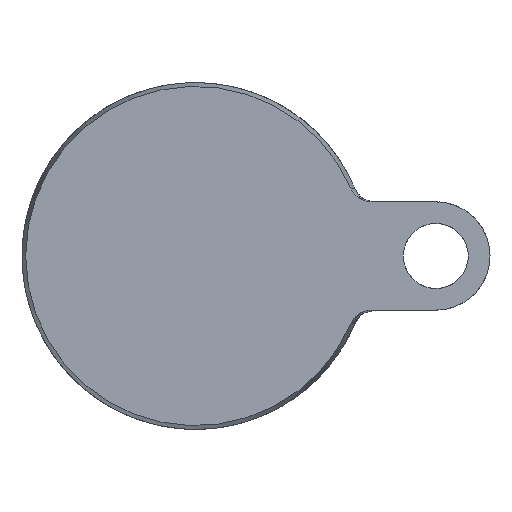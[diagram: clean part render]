
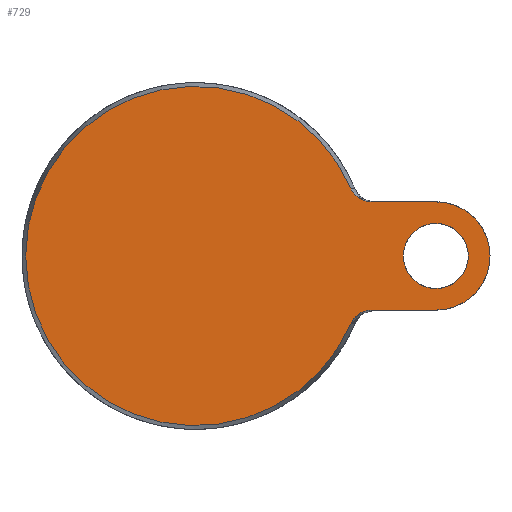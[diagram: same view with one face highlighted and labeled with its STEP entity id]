
A CAD part, front view. The second image highlights one B-rep face of the part: STEP entity #729.
In plain terms, the highlighted planar face has unit normal (0, -1, 0).
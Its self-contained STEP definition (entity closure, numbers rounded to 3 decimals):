
#3 = CARTESIAN_POINT ( 'NONE',  ( 36.124, 0., 15.081 ) ) ;
#19 = VERTEX_POINT ( 'NONE', #202 ) ;
#22 = EDGE_LOOP ( 'NONE', ( #414, #718, #652, #692, #448, #582 ) ) ;
#51 = CARTESIAN_POINT ( 'NONE',  ( 40.579, 0., 12.5 ) ) ;
#66 = EDGE_CURVE ( 'NONE', #19, #376, #1057, .T. ) ;
#82 = CARTESIAN_POINT ( 'NONE',  ( 40.085, 0., 12.5 ) ) ;
#86 = CARTESIAN_POINT ( 'NONE',  ( 36.124, 0., -15.081 ) ) ;
#88 = CARTESIAN_POINT ( 'NONE',  ( 38.897, 0., 12.778 ) ) ;
#133 = PLANE ( 'NONE',  #854 ) ;
#141 = CARTESIAN_POINT ( 'NONE',  ( 35.928, 0., -15.535 ) ) ;
#149 = CARTESIAN_POINT ( 'NONE',  ( 36.861, 0., 14.101 ) ) ;
#172 = DIRECTION ( 'NONE',  ( 0., 0., -1. ) ) ;
#177 = EDGE_CURVE ( 'NONE', #992, #19, #470, .T. ) ;
#202 = CARTESIAN_POINT ( 'NONE',  ( 55.5, 0., -12.5 ) ) ;
#233 = DIRECTION ( 'NONE',  ( 0., 1., 0. ) ) ;
#244 = CARTESIAN_POINT ( 'NONE',  ( 55.5, 0., 7.5 ) ) ;
#245 = CARTESIAN_POINT ( 'NONE',  ( 37.397, 0., -13.606 ) ) ;
#247 = CARTESIAN_POINT ( 'NONE',  ( 38.008, 0., 13.187 ) ) ;
#278 = EDGE_CURVE ( 'NONE', #411, #411, #938, .T. ) ;
#317 = CARTESIAN_POINT ( 'NONE',  ( -39.143, 0., 0. ) ) ;
#318 = DIRECTION ( 'NONE',  ( 0., 1., 0. ) ) ;
#336 = EDGE_CURVE ( 'NONE', #620, #760, #833, .T. ) ;
#365 = AXIS2_PLACEMENT_3D ( 'NONE', #842, #233, #755 ) ;
#373 = CARTESIAN_POINT ( 'NONE',  ( 15., 0., 12.5 ) ) ;
#376 = VERTEX_POINT ( 'NONE', #1116 ) ;
#411 = VERTEX_POINT ( 'NONE', #244 ) ;
#414 = ORIENTED_EDGE ( 'NONE', *, *, #493, .F. ) ;
#418 = CARTESIAN_POINT ( 'NONE',  ( 40.085, 0., -12.5 ) ) ;
#423 = CARTESIAN_POINT ( 'NONE',  ( 37.032, 0., 13.927 ) ) ;
#428 = CARTESIAN_POINT ( 'NONE',  ( 38.218, 0., -13.072 ) ) ;
#448 = ORIENTED_EDGE ( 'NONE', *, *, #66, .F. ) ;
#470 = CIRCLE ( 'NONE', #365, 12.5 ) ;
#473 = DIRECTION ( 'NONE',  ( 0., 1., 0. ) ) ;
#483 = FACE_BOUND ( 'NONE', #503, .T. ) ;
#491 = FACE_OUTER_BOUND ( 'NONE', #22, .T. ) ;
#493 = EDGE_CURVE ( 'NONE', #620, #992, #800, .T. ) ;
#500 = VECTOR ( 'NONE', #626, 1000. ) ;
#503 = EDGE_LOOP ( 'NONE', ( #1029 ) ) ;
#513 = CARTESIAN_POINT ( 'NONE',  ( 38., 0., -13.192 ) ) ;
#522 = AXIS2_PLACEMENT_3D ( 'NONE', #933, #318, #1081 ) ;
#525 = AXIS2_PLACEMENT_3D ( 'NONE', #959, #1066, #172 ) ;
#582 = ORIENTED_EDGE ( 'NONE', *, *, #177, .F. ) ;
#584 = CARTESIAN_POINT ( 'NONE',  ( 36.381, 0., -14.668 ) ) ;
#588 = CARTESIAN_POINT ( 'NONE',  ( 38.663, 0., -12.866 ) ) ;
#590 = CARTESIAN_POINT ( 'NONE',  ( 37.598, 0., 13.453 ) ) ;
#595 = CARTESIAN_POINT ( 'NONE',  ( 38.221, 0., 13.07 ) ) ;
#598 = CARTESIAN_POINT ( 'NONE',  ( 37.591, 0., -13.458 ) ) ;
#620 = VERTEX_POINT ( 'NONE', #51 ) ;
#626 = DIRECTION ( 'NONE',  ( -1., 0., 0. ) ) ;
#638 = VERTEX_POINT ( 'NONE', #141 ) ;
#652 = ORIENTED_EDGE ( 'NONE', *, *, #923, .T. ) ;
#686 = CARTESIAN_POINT ( 'NONE',  ( 35.928, 0., 15.535 ) ) ;
#690 = CARTESIAN_POINT ( 'NONE',  ( 39.592, 0., -12.572 ) ) ;
#692 = ORIENTED_EDGE ( 'NONE', *, *, #769, .T. ) ;
#718 = ORIENTED_EDGE ( 'NONE', *, *, #336, .T. ) ;
#729 = ADVANCED_FACE ( 'NONE', ( #491, #483 ), #133, .F. ) ;
#731 = DIRECTION ( 'NONE',  ( 0., 0., 1. ) ) ;
#755 = DIRECTION ( 'NONE',  ( 0., 0., -1. ) ) ;
#760 = VERTEX_POINT ( 'NONE', #1027 ) ;
#768 = CARTESIAN_POINT ( 'NONE',  ( 36.857, 0., -14.106 ) ) ;
#769 = EDGE_CURVE ( 'NONE', #638, #376, #929, .T. ) ;
#780 = CARTESIAN_POINT ( 'NONE',  ( 38.665, 0., 12.866 ) ) ;
#800 = LINE ( 'NONE', #373, #1045 ) ;
#833 = B_SPLINE_CURVE_WITH_KNOTS ( 'NONE', 3,
 ( #1028, #82, #949, #88, #780, #595, #247, #590, #863, #423, #149, #1037, #3, #686 ),
 .UNSPECIFIED., .F., .F.,
 ( 4, 2, 2, 2, 2, 2, 4 ),
 ( 0., 0.001, 0.002, 0.003, 0.004, 0.004, 0.006 ),
 .UNSPECIFIED. ) ;
#842 = CARTESIAN_POINT ( 'NONE',  ( 55.5, 0., 0. ) ) ;
#854 = AXIS2_PLACEMENT_3D ( 'NONE', #317, #473, #731 ) ;
#863 = CARTESIAN_POINT ( 'NONE',  ( 37.4, 0., 13.603 ) ) ;
#880 = DIRECTION ( 'NONE',  ( 1., 0., 0. ) ) ;
#900 = CARTESIAN_POINT ( 'NONE',  ( 15., 0., -12.5 ) ) ;
#923 = EDGE_CURVE ( 'NONE', #760, #638, #944, .T. ) ;
#929 = B_SPLINE_CURVE_WITH_KNOTS ( 'NONE', 3,
 ( #1019, #86, #584, #768, #932, #245, #598, #513, #428, #588, #954, #690, #418, #1109 ),
 .UNSPECIFIED., .F., .F.,
 ( 4, 2, 2, 2, 2, 2, 4 ),
 ( 0., 0.001, 0.002, 0.003, 0.004, 0.004, 0.006 ),
 .UNSPECIFIED. ) ;
#932 = CARTESIAN_POINT ( 'NONE',  ( 37.031, 0., -13.929 ) ) ;
#933 = CARTESIAN_POINT ( 'NONE',  ( 55.5, 0., 0. ) ) ;
#938 = CIRCLE ( 'NONE', #522, 7.5 ) ;
#944 = CIRCLE ( 'NONE', #525, 39.143 ) ;
#949 = CARTESIAN_POINT ( 'NONE',  ( 39.603, 0., 12.57 ) ) ;
#954 = CARTESIAN_POINT ( 'NONE',  ( 38.891, 0., -12.781 ) ) ;
#959 = CARTESIAN_POINT ( 'NONE',  ( 0., 0., 0. ) ) ;
#992 = VERTEX_POINT ( 'NONE', #1002 ) ;
#1002 = CARTESIAN_POINT ( 'NONE',  ( 55.5, 0., 12.5 ) ) ;
#1019 = CARTESIAN_POINT ( 'NONE',  ( 35.928, 0., -15.535 ) ) ;
#1027 = CARTESIAN_POINT ( 'NONE',  ( 35.928, 0., 15.535 ) ) ;
#1028 = CARTESIAN_POINT ( 'NONE',  ( 40.579, 0., 12.5 ) ) ;
#1029 = ORIENTED_EDGE ( 'NONE', *, *, #278, .T. ) ;
#1037 = CARTESIAN_POINT ( 'NONE',  ( 36.388, 0., 14.659 ) ) ;
#1045 = VECTOR ( 'NONE', #880, 1000. ) ;
#1057 = LINE ( 'NONE', #900, #500 ) ;
#1066 = DIRECTION ( 'NONE',  ( 0., -1., 0. ) ) ;
#1081 = DIRECTION ( 'NONE',  ( 0., 0., 1. ) ) ;
#1109 = CARTESIAN_POINT ( 'NONE',  ( 40.579, 0., -12.5 ) ) ;
#1116 = CARTESIAN_POINT ( 'NONE',  ( 40.579, 0., -12.5 ) ) ;
